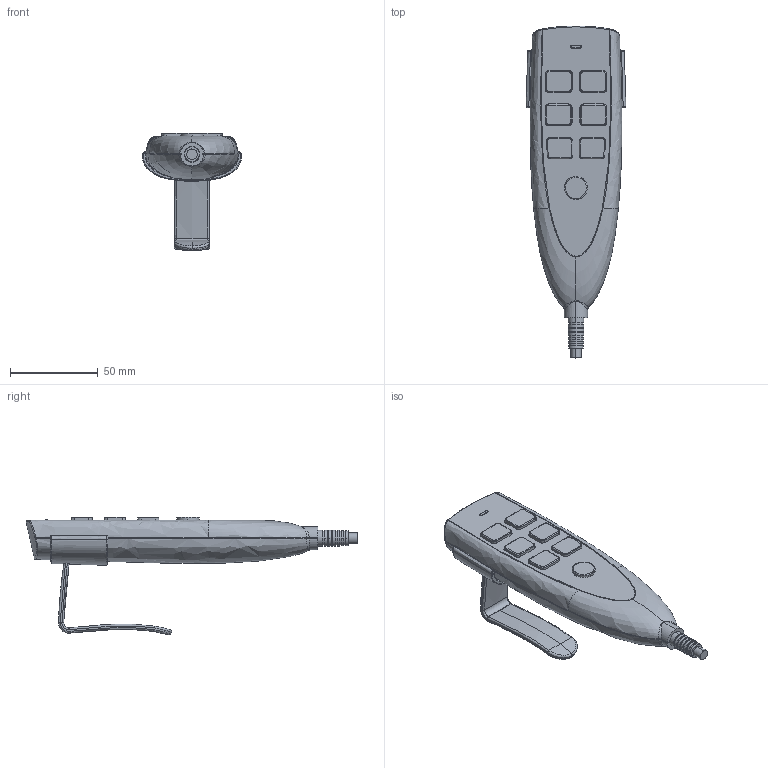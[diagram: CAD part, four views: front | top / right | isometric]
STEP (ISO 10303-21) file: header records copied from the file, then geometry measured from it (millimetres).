
FILE_DESCRIPTION (( 'STEP AP203' ), '1' );
FILE_NAME ('Foreline Pro.STEP', '2019-09-25T10:13:18', ( '' ), ( '' ), 'SwSTEP 2.0', 'SolidWorks 2018', '' );
FILE_SCHEMA (( 'CONFIG_CONTROL_DESIGN' ));
Length unit declared in the file: millimetre
Products named in the file (1): Foreline Pro
Bounding box: 56.84 x 189.16 x 67.24 mm (x, y, z)
Volume: 162618.3 mm3; surface area: 31459 mm2
Topology: 2 solids, 2 shells, 363 faces, 896 edges, 559 vertices
Faces by surface type: bspline 195, plane 88, cylinder 80
Entity records: 37960 total; most frequent: CARTESIAN_POINT 31000, ORIENTED_EDGE 1780, EDGE_CURVE 890, DIRECTION 842, VERTEX_POINT 559, B_SPLINE_CURVE_WITH_KNOTS 463, EDGE_LOOP 391, ADVANCED_FACE 363
